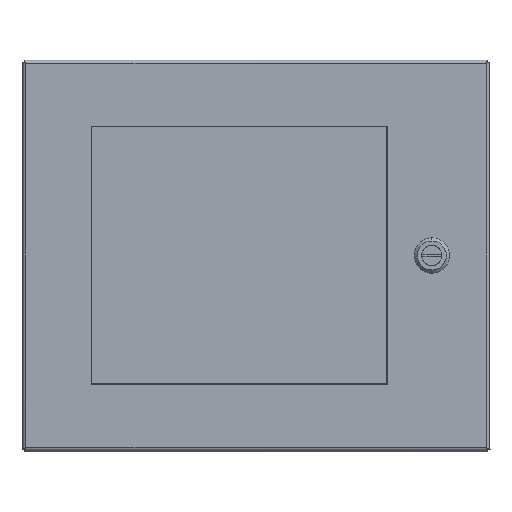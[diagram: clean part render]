
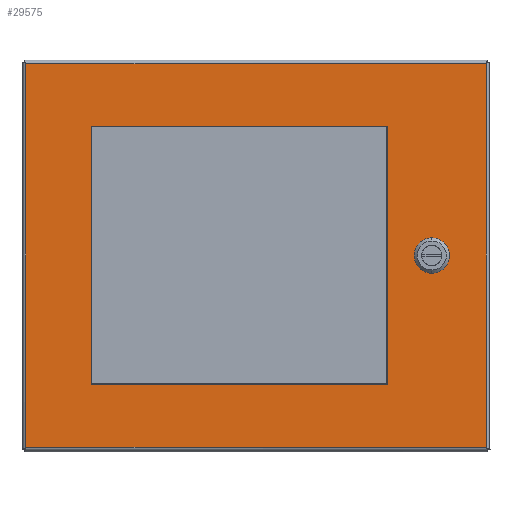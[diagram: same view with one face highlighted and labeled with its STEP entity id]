
A CAD part, front view. The second image highlights one B-rep face of the part: STEP entity #29575.
In plain terms, the highlighted planar face has unit normal (0, -1, 0).
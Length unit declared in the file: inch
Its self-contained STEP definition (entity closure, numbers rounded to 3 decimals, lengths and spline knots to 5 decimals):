
#682 = EDGE_CURVE ( 'NONE', #28369, #6696, #26348, .T. ) ;
#723 = VERTEX_POINT ( 'NONE', #1356 ) ;
#740 = EDGE_LOOP ( 'NONE', ( #19686, #10245, #12052, #28809, #10252, #11073, #11097, #4762 ) ) ;
#1017 = EDGE_CURVE ( 'NONE', #28063, #22537, #19315, .T. ) ;
#1081 = VECTOR ( 'NONE', #8006, 39.37008 ) ;
#1171 = CARTESIAN_POINT ( 'NONE',  ( 4.081, -1.796, -2.059 ) ) ;
#1202 = VERTEX_POINT ( 'NONE', #14954 ) ;
#1245 = LINE ( 'NONE', #8187, #31831 ) ;
#1356 = CARTESIAN_POINT ( 'NONE',  ( 5.0735, -1.796, -6.3105 ) ) ;
#1419 = EDGE_CURVE ( 'NONE', #18480, #18982, #27140, .T. ) ;
#2075 = VECTOR ( 'NONE', #27033, 39.37008 ) ;
#2199 = LINE ( 'NONE', #5259, #2945 ) ;
#2490 = VERTEX_POINT ( 'NONE', #12045 ) ;
#2605 = LINE ( 'NONE', #29547, #5412 ) ;
#2945 = VECTOR ( 'NONE', #12681, 39.37008 ) ;
#3798 = EDGE_LOOP ( 'NONE', ( #25182, #21403, #12354, #19658 ) ) ;
#3838 = DIRECTION ( 'NONE',  ( 0., 0., -1. ) ) ;
#4762 = ORIENTED_EDGE ( 'NONE', *, *, #13790, .F. ) ;
#5017 = LINE ( 'NONE', #27437, #25078 ) ;
#5091 = VECTOR ( 'NONE', #19157, 39.37008 ) ;
#5259 = CARTESIAN_POINT ( 'NONE',  ( -7.156, -1.796, -10.1 ) ) ;
#5412 = VECTOR ( 'NONE', #24379, 39.37008 ) ;
#5836 = PLANE ( 'NONE',  #25685 ) ;
#6153 = DIRECTION ( 'NONE',  ( -0.707, 0., -0.707 ) ) ;
#6484 = DIRECTION ( 'NONE',  ( 0.707, 0., -0.707 ) ) ;
#6696 = VERTEX_POINT ( 'NONE', #17204 ) ;
#7103 = LINE ( 'NONE', #14369, #17440 ) ;
#7419 = LINE ( 'NONE', #24704, #31397 ) ;
#7763 = ORIENTED_EDGE ( 'NONE', *, *, #12707, .F. ) ;
#7786 = CARTESIAN_POINT ( 'NONE',  ( -7.156, -1.796, -0.108 ) ) ;
#8006 = DIRECTION ( 'NONE',  ( -1., 0., 0. ) ) ;
#8187 = CARTESIAN_POINT ( 'NONE',  ( -5.1295, -1.796, -0.108 ) ) ;
#8341 = EDGE_CURVE ( 'NONE', #6696, #1202, #11206, .T. ) ;
#8393 = VECTOR ( 'NONE', #23928, 39.37008 ) ;
#9050 = CARTESIAN_POINT ( 'NONE',  ( 5.7, -1.796, -6.475 ) ) ;
#9073 = VERTEX_POINT ( 'NONE', #1171 ) ;
#9468 = VERTEX_POINT ( 'NONE', #29163 ) ;
#10038 = VECTOR ( 'NONE', #3838, 39.37008 ) ;
#10245 = ORIENTED_EDGE ( 'NONE', *, *, #16242, .F. ) ;
#10252 = ORIENTED_EDGE ( 'NONE', *, *, #1419, .F. ) ;
#10416 = ORIENTED_EDGE ( 'NONE', *, *, #8341, .F. ) ;
#10873 = CARTESIAN_POINT ( 'NONE',  ( -7.156, -1.796, -5.684 ) ) ;
#11073 = ORIENTED_EDGE ( 'NONE', *, *, #27151, .F. ) ;
#11097 = ORIENTED_EDGE ( 'NONE', *, *, #25872, .F. ) ;
#11205 = CARTESIAN_POINT ( 'NONE',  ( -7.156, -1.796, -0.108 ) ) ;
#11206 = LINE ( 'NONE', #26349, #8393 ) ;
#11322 = VECTOR ( 'NONE', #27313, 39.37008 ) ;
#11974 = CARTESIAN_POINT ( 'NONE',  ( 4.081, -1.796, -10.1 ) ) ;
#12045 = CARTESIAN_POINT ( 'NONE',  ( 5.7, -1.796, -5.684 ) ) ;
#12052 = ORIENTED_EDGE ( 'NONE', *, *, #1017, .F. ) ;
#12088 = DIRECTION ( 'NONE',  ( -1., 0., 0. ) ) ;
#12259 = EDGE_CURVE ( 'NONE', #9073, #9468, #22692, .T. ) ;
#12354 = ORIENTED_EDGE ( 'NONE', *, *, #15719, .F. ) ;
#12681 = DIRECTION ( 'NONE',  ( 1., 0., 0. ) ) ;
#12707 = EDGE_CURVE ( 'NONE', #1202, #12749, #29177, .T. ) ;
#12749 = VERTEX_POINT ( 'NONE', #16469 ) ;
#13365 = CARTESIAN_POINT ( 'NONE',  ( -7.156, -1.796, -0.108 ) ) ;
#13391 = CARTESIAN_POINT ( 'NONE',  ( -5.1295, -1.796, -10.1 ) ) ;
#13568 = ORIENTED_EDGE ( 'NONE', *, *, #682, .F. ) ;
#13783 = EDGE_LOOP ( 'NONE', ( #7763, #10416, #13568, #27154 ) ) ;
#13790 = EDGE_CURVE ( 'NONE', #26879, #25663, #23582, .T. ) ;
#13893 = CARTESIAN_POINT ( 'NONE',  ( 5.238, -1.796, -5.684 ) ) ;
#14081 = DIRECTION ( 'NONE',  ( 1., 0., 0. ) ) ;
#14369 = CARTESIAN_POINT ( 'NONE',  ( 5.8645, -1.796, -5.8485 ) ) ;
#14954 = CARTESIAN_POINT ( 'NONE',  ( 7.157, -1.796, -12.051 ) ) ;
#15045 = CARTESIAN_POINT ( 'NONE',  ( 5.238, -1.796, -5.684 ) ) ;
#15658 = CARTESIAN_POINT ( 'NONE',  ( 5.8645, -1.796, -6.3105 ) ) ;
#15719 = EDGE_CURVE ( 'NONE', #9468, #31707, #1245, .T. ) ;
#16242 = EDGE_CURVE ( 'NONE', #22537, #2490, #7103, .T. ) ;
#16373 = CARTESIAN_POINT ( 'NONE',  ( 5.8645, -1.796, -5.8485 ) ) ;
#16469 = CARTESIAN_POINT ( 'NONE',  ( -7.156, -1.796, -12.051 ) ) ;
#16492 = CARTESIAN_POINT ( 'NONE',  ( 5.0735, -1.796, -6.3105 ) ) ;
#16734 = CARTESIAN_POINT ( 'NONE',  ( 5.8645, -1.796, -0.108 ) ) ;
#17204 = CARTESIAN_POINT ( 'NONE',  ( 7.157, -1.796, -0.108 ) ) ;
#17351 = LINE ( 'NONE', #10873, #2075 ) ;
#17440 = VECTOR ( 'NONE', #19216, 39.37008 ) ;
#17445 = DIRECTION ( 'NONE',  ( 0., 0., 1. ) ) ;
#17472 = EDGE_CURVE ( 'NONE', #18982, #28063, #7419, .T. ) ;
#17622 = FACE_BOUND ( 'NONE', #740, .T. ) ;
#18025 = DIRECTION ( 'NONE',  ( 0., 0., -1. ) ) ;
#18342 = EDGE_CURVE ( 'NONE', #2490, #26879, #17351, .T. ) ;
#18348 = LINE ( 'NONE', #30138, #10038 ) ;
#18480 = VERTEX_POINT ( 'NONE', #18606 ) ;
#18606 = CARTESIAN_POINT ( 'NONE',  ( 5.238, -1.796, -6.475 ) ) ;
#18982 = VERTEX_POINT ( 'NONE', #9050 ) ;
#19157 = DIRECTION ( 'NONE',  ( 0., 0., 1. ) ) ;
#19216 = DIRECTION ( 'NONE',  ( -0.707, 0., 0.707 ) ) ;
#19315 = LINE ( 'NONE', #16734, #5091 ) ;
#19658 = ORIENTED_EDGE ( 'NONE', *, *, #12259, .F. ) ;
#19686 = ORIENTED_EDGE ( 'NONE', *, *, #18342, .F. ) ;
#20200 = FACE_OUTER_BOUND ( 'NONE', #13783, .T. ) ;
#21403 = ORIENTED_EDGE ( 'NONE', *, *, #28644, .F. ) ;
#22267 = DIRECTION ( 'NONE',  ( 0.707, 0., 0.707 ) ) ;
#22293 = DIRECTION ( 'NONE',  ( 0., 0., 1. ) ) ;
#22537 = VERTEX_POINT ( 'NONE', #16373 ) ;
#22692 = LINE ( 'NONE', #25272, #1081 ) ;
#22927 = EDGE_CURVE ( 'NONE', #12749, #28369, #2605, .T. ) ;
#23582 = LINE ( 'NONE', #13893, #23605 ) ;
#23605 = VECTOR ( 'NONE', #6153, 39.37008 ) ;
#23928 = DIRECTION ( 'NONE',  ( 0., 0., -1. ) ) ;
#24379 = DIRECTION ( 'NONE',  ( 0., 0., 1. ) ) ;
#24535 = VERTEX_POINT ( 'NONE', #11974 ) ;
#24561 = CARTESIAN_POINT ( 'NONE',  ( -7.156, -1.796, -6.475 ) ) ;
#24704 = CARTESIAN_POINT ( 'NONE',  ( 5.7, -1.796, -6.475 ) ) ;
#25039 = DIRECTION ( 'NONE',  ( 0., 1., 0. ) ) ;
#25078 = VECTOR ( 'NONE', #17445, 39.37008 ) ;
#25182 = ORIENTED_EDGE ( 'NONE', *, *, #27891, .F. ) ;
#25210 = FACE_BOUND ( 'NONE', #3798, .T. ) ;
#25272 = CARTESIAN_POINT ( 'NONE',  ( -7.156, -1.796, -2.059 ) ) ;
#25507 = CARTESIAN_POINT ( 'NONE',  ( 5.0735, -1.796, -5.8485 ) ) ;
#25597 = VECTOR ( 'NONE', #12088, 39.37008 ) ;
#25663 = VERTEX_POINT ( 'NONE', #25507 ) ;
#25685 = AXIS2_PLACEMENT_3D ( 'NONE', #7786, #25039, #22293 ) ;
#25872 = EDGE_CURVE ( 'NONE', #25663, #723, #18348, .T. ) ;
#26348 = LINE ( 'NONE', #11205, #31863 ) ;
#26349 = CARTESIAN_POINT ( 'NONE',  ( 7.157, -1.796, -0.108 ) ) ;
#26879 = VERTEX_POINT ( 'NONE', #15045 ) ;
#27033 = DIRECTION ( 'NONE',  ( -1., 0., 0. ) ) ;
#27140 = LINE ( 'NONE', #24561, #11322 ) ;
#27151 = EDGE_CURVE ( 'NONE', #723, #18480, #28585, .T. ) ;
#27154 = ORIENTED_EDGE ( 'NONE', *, *, #22927, .F. ) ;
#27313 = DIRECTION ( 'NONE',  ( 1., 0., 0. ) ) ;
#27437 = CARTESIAN_POINT ( 'NONE',  ( 4.081, -1.796, -0.108 ) ) ;
#27891 = EDGE_CURVE ( 'NONE', #24535, #9073, #5017, .T. ) ;
#28063 = VERTEX_POINT ( 'NONE', #15658 ) ;
#28369 = VERTEX_POINT ( 'NONE', #13365 ) ;
#28585 = LINE ( 'NONE', #16492, #30706 ) ;
#28644 = EDGE_CURVE ( 'NONE', #31707, #24535, #2199, .T. ) ;
#28809 = ORIENTED_EDGE ( 'NONE', *, *, #17472, .F. ) ;
#28874 = CARTESIAN_POINT ( 'NONE',  ( -7.156, -1.796, -12.051 ) ) ;
#29163 = CARTESIAN_POINT ( 'NONE',  ( -5.1295, -1.796, -2.059 ) ) ;
#29177 = LINE ( 'NONE', #28874, #25597 ) ;
#29547 = CARTESIAN_POINT ( 'NONE',  ( -7.156, -1.796, -0.108 ) ) ;
#29575 = ADVANCED_FACE ( 'NONE', ( #20200, #17622, #25210 ), #5836, .F. ) ;
#30138 = CARTESIAN_POINT ( 'NONE',  ( 5.0735, -1.796, -0.108 ) ) ;
#30706 = VECTOR ( 'NONE', #6484, 39.37008 ) ;
#31397 = VECTOR ( 'NONE', #22267, 39.37008 ) ;
#31707 = VERTEX_POINT ( 'NONE', #13391 ) ;
#31831 = VECTOR ( 'NONE', #18025, 39.37008 ) ;
#31863 = VECTOR ( 'NONE', #14081, 39.37008 ) ;
